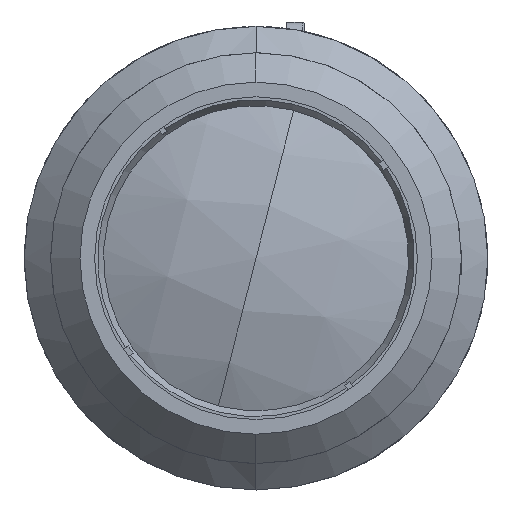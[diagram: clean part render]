
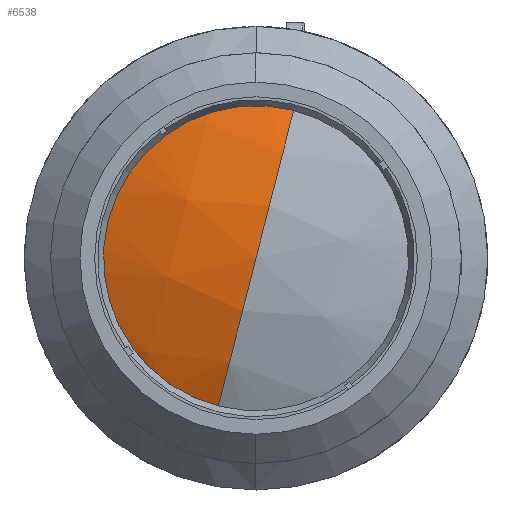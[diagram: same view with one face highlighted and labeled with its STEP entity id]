
A CAD part, left-side view. The second image highlights one B-rep face of the part: STEP entity #6538.
In plain terms, the highlighted spherical face has radius 65.508 mm.
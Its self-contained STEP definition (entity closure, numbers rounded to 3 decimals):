
#2773 = AXIS2_PLACEMENT_3D ( 'NONE', #4383, #11173, #19734 ) ;
#2942 = AXIS2_PLACEMENT_3D ( 'NONE', #6574, #18517, #8305 ) ;
#3045 = SPHERICAL_SURFACE ( 'NONE', #2773, 65.508 ) ;
#4383 = CARTESIAN_POINT ( 'NONE',  ( 66.546, 0., 0. ) ) ;
#4483 = CIRCLE ( 'NONE', #2942, 65.508 ) ;
#4900 = EDGE_LOOP ( 'NONE', ( #10325, #12347, #15533 ) ) ;
#5179 = CARTESIAN_POINT ( 'NONE',  ( 6.861, 0., 0. ) ) ;
#5507 = VERTEX_POINT ( 'NONE', #5884 ) ;
#5884 = CARTESIAN_POINT ( 'NONE',  ( 1.038, 0., 0. ) ) ;
#6538 = ADVANCED_FACE ( 'NONE', ( #7036 ), #3045, .T. ) ;
#6574 = CARTESIAN_POINT ( 'NONE',  ( 66.546, 0., 0. ) ) ;
#6733 = AXIS2_PLACEMENT_3D ( 'NONE', #17276, #7062, #18999 ) ;
#6899 = DIRECTION ( 'NONE',  ( 0., 0.969, 0.247 ) ) ;
#7036 = FACE_OUTER_BOUND ( 'NONE', #4900, .T. ) ;
#7062 = DIRECTION ( 'NONE',  ( 0., 0.969, 0.247 ) ) ;
#8189 = CARTESIAN_POINT ( 'NONE',  ( 6.861, 6.66, -26.166 ) ) ;
#8305 = DIRECTION ( 'NONE',  ( 0., 0.247, -0.969 ) ) ;
#9239 = AXIS2_PLACEMENT_3D ( 'NONE', #5179, #17102, #6899 ) ;
#10325 = ORIENTED_EDGE ( 'NONE', *, *, #11594, .T. ) ;
#11173 = DIRECTION ( 'NONE',  ( 0., 0.969, 0.247 ) ) ;
#11594 = EDGE_CURVE ( 'NONE', #13985, #19264, #15228, .T. ) ;
#12347 = ORIENTED_EDGE ( 'NONE', *, *, #18157, .T. ) ;
#13985 = VERTEX_POINT ( 'NONE', #20562 ) ;
#15228 = CIRCLE ( 'NONE', #9239, 27. ) ;
#15450 = CIRCLE ( 'NONE', #6733, 65.508 ) ;
#15533 = ORIENTED_EDGE ( 'NONE', *, *, #22059, .F. ) ;
#17102 = DIRECTION ( 'NONE',  ( -1., 0., 0. ) ) ;
#17276 = CARTESIAN_POINT ( 'NONE',  ( 66.546, 0., 0. ) ) ;
#18157 = EDGE_CURVE ( 'NONE', #19264, #5507, #15450, .T. ) ;
#18517 = DIRECTION ( 'NONE',  ( 0., -0.969, -0.247 ) ) ;
#18999 = DIRECTION ( 'NONE',  ( 0., -0.247, 0.969 ) ) ;
#19264 = VERTEX_POINT ( 'NONE', #8189 ) ;
#19734 = DIRECTION ( 'NONE',  ( 0., -0.247, 0.969 ) ) ;
#20562 = CARTESIAN_POINT ( 'NONE',  ( 6.861, -6.66, 26.166 ) ) ;
#22059 = EDGE_CURVE ( 'NONE', #13985, #5507, #4483, .T. ) ;
